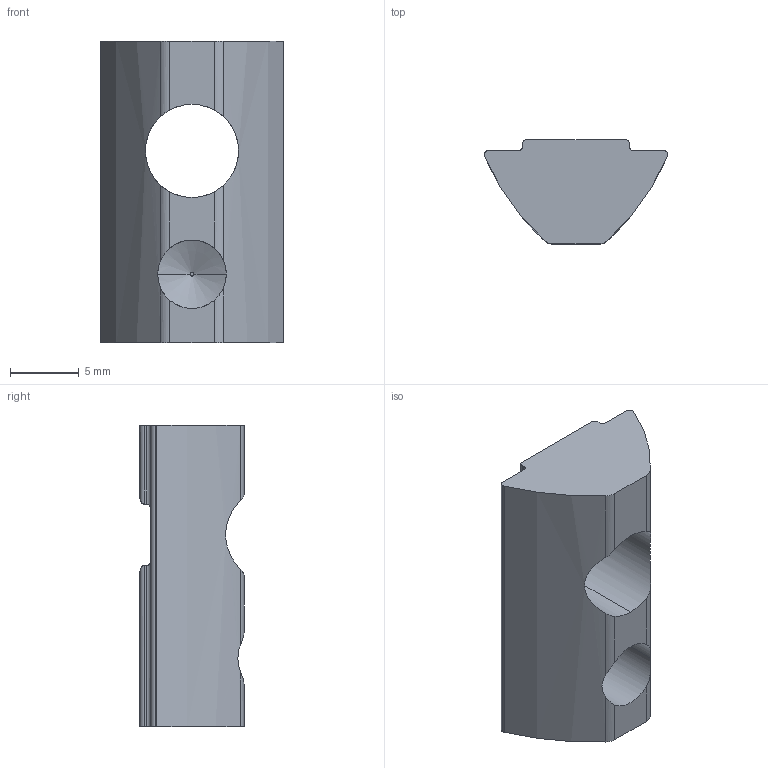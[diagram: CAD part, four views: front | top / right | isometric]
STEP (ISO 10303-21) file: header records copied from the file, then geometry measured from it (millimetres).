
FILE_DESCRIPTION (( 'STEP AP214' ), '1' );
FILE_NAME ('096338e.STEP', '2014-08-18T08:40:09', ( '' ), ( '' ), 'SwSTEP 2.0', 'SolidWorks 2014', '' );
FILE_SCHEMA (( 'AUTOMOTIVE_DESIGN' ));
Length unit declared in the file: millimetre
Products named in the file (1): 096338e
Bounding box: 13.4 x 7.6 x 22 mm (x, y, z)
Volume: 1169 mm3; surface area: 1074.5 mm2
Topology: 1 solids, 1 shells, 40 faces, 115 edges, 76 vertices
Faces by surface type: cylinder 25, plane 13, cone 2
Entity records: 1491 total; most frequent: CARTESIAN_POINT 386, ORIENTED_EDGE 230, DIRECTION 213, EDGE_CURVE 115, AXIS2_PLACEMENT_3D 79, VERTEX_POINT 76, LINE 55, VECTOR 55
